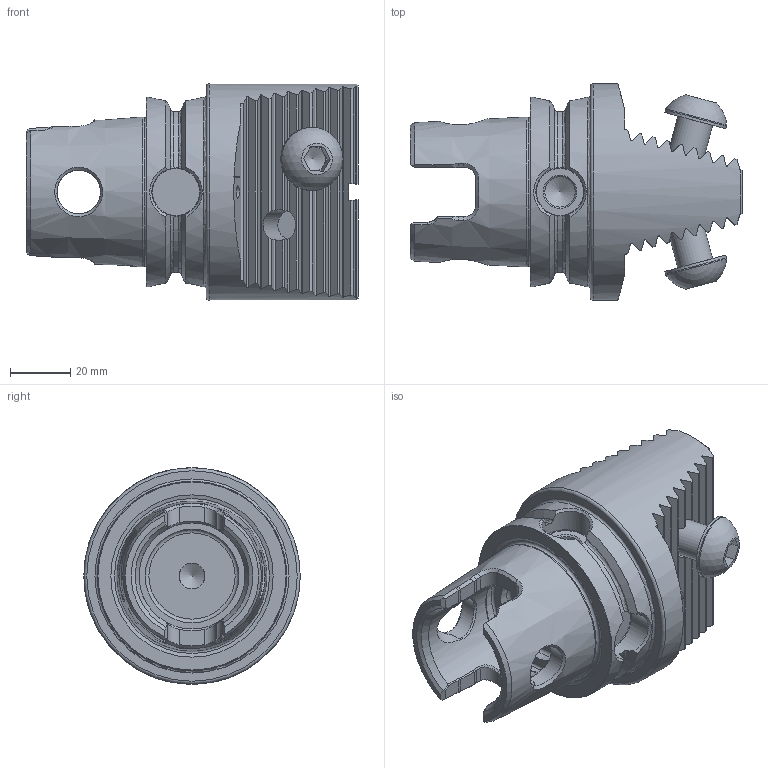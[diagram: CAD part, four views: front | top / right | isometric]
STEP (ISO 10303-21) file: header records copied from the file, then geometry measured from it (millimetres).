
FILE_DESCRIPTION (( 'STEP AP214' ), '1' );
FILE_NAME ('KU6.Z72.K23.120.STEP', '2020-08-14T11:19:34', ( '' ), ( '' ), 'SwSTEP 2.0', 'SolidWorks 2017', '' );
FILE_SCHEMA (( 'AUTOMOTIVE_DESIGN' ));
Length unit declared in the file: millimetre
Products named in the file (5): Z72-ER1.001.025; KU6.Z72.K23.120; Z72-ER1.002.025_A; KU6-Z72.K23.120_D; Z72-ER1.003.025_A_gespannt
Assembly tree (5 placements, depth 3):
  KU6.Z72.K23.120
    KU6-Z72.K23.120_D
    Z72-ER1.001.025  x2
      Z72-ER1.002.025_A
      Z72-ER1.003.025_A_gespannt
Bounding box: 110.45 x 72 x 72 mm (x, y, z)
Volume: 202156.2 mm3; surface area: 43262.1 mm2
Topology: 5 solids, 5 shells, 386 faces, 1047 edges, 673 vertices
Faces by surface type: plane 184, cylinder 88, bspline 52, cone 38, torus 22, sphere 2
Full cylindrical faces by diameter (mm): 3.3 x1, 4.2 x5, 8.5 x1, 10.1 x1, 10.25 x2, 12 x2, 12.1 x1, 13 x2, 13.5 x2, 14.5 x2, 16.055 x4, 21 x4, 31.1 x1, 35.275 x1, 38.4 x1, 62.95 x2, 72 x1
Entity records: 15088 total; most frequent: CARTESIAN_POINT 7374, ORIENTED_EDGE 1810, DIRECTION 1162, EDGE_CURVE 905, VERTEX_POINT 610, AXIS2_PLACEMENT_3D 459, EDGE_LOOP 435, FACE_OUTER_BOUND 406
